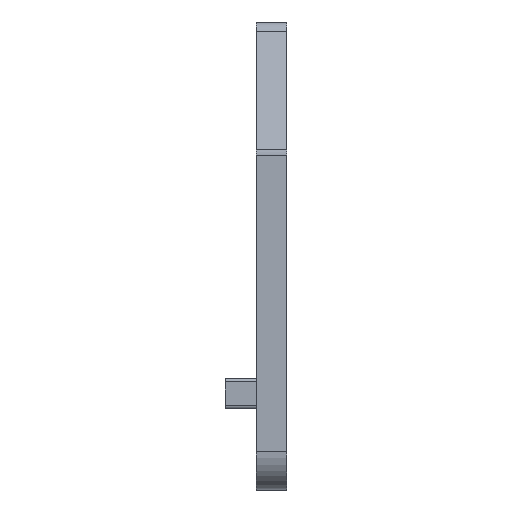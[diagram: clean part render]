
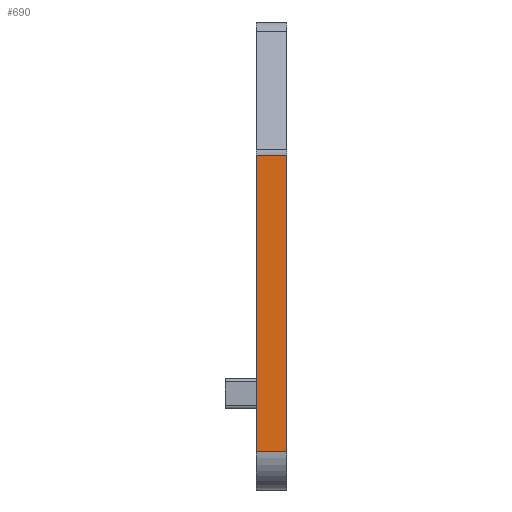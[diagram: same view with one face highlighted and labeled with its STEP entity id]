
A CAD part, front view. The second image highlights one B-rep face of the part: STEP entity #690.
In plain terms, the highlighted planar face has unit normal (0, -1, 0).
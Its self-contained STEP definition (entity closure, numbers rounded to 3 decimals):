
#670=AXIS2_PLACEMENT_3D('Plane Axis2P3D',#667,#668,#669) ;
#275=CARTESIAN_POINT('Vertex',(2.05,0.,2.5)) ;
#278=CARTESIAN_POINT('Line Origine',(2.05,0.,12.179)) ;
#282=CARTESIAN_POINT('Vertex',(2.05,0.,21.857)) ;
#648=CARTESIAN_POINT('Line Origine',(3.05,0.,21.857)) ;
#652=CARTESIAN_POINT('Vertex',(4.05,0.,21.857)) ;
#667=CARTESIAN_POINT('Axis2P3D Location',(2.05,0.,21.857)) ;
#672=CARTESIAN_POINT('Line Origine',(3.05,0.,2.5)) ;
#676=CARTESIAN_POINT('Vertex',(4.05,0.,2.5)) ;
#679=CARTESIAN_POINT('Line Origine',(4.05,0.,12.179)) ;
#279=DIRECTION('Vector Direction',(0.,0.,-1.)) ;
#649=DIRECTION('Vector Direction',(1.,0.,0.)) ;
#668=DIRECTION('Axis2P3D Direction',(0.,-1.,0.)) ;
#669=DIRECTION('Axis2P3D XDirection',(0.,0.,-1.)) ;
#673=DIRECTION('Vector Direction',(1.,0.,0.)) ;
#680=DIRECTION('Vector Direction',(0.,0.,-1.)) ;
#280=VECTOR('Line Direction',#279,1.) ;
#650=VECTOR('Line Direction',#649,1.) ;
#674=VECTOR('Line Direction',#673,1.) ;
#681=VECTOR('Line Direction',#680,1.) ;
#685=ORIENTED_EDGE('',*,*,#654,.F.) ;
#686=ORIENTED_EDGE('',*,*,#284,.T.) ;
#687=ORIENTED_EDGE('',*,*,#678,.T.) ;
#688=ORIENTED_EDGE('',*,*,#683,.F.) ;
#690=ADVANCED_FACE('Hauptk\X2\00F6\X0\rper',(#689),#671,.T.) ;
#284=EDGE_CURVE('',#283,#276,#281,.T.) ;
#654=EDGE_CURVE('',#283,#653,#651,.T.) ;
#678=EDGE_CURVE('',#276,#677,#675,.T.) ;
#683=EDGE_CURVE('',#653,#677,#682,.T.) ;
#684=EDGE_LOOP('',(#685,#686,#687,#688)) ;
#689=FACE_OUTER_BOUND('',#684,.T.) ;
#281=LINE('Line',#278,#280) ;
#651=LINE('Line',#648,#650) ;
#675=LINE('Line',#672,#674) ;
#682=LINE('Line',#679,#681) ;
#671=PLANE('',#670) ;
#276=VERTEX_POINT('',#275) ;
#283=VERTEX_POINT('',#282) ;
#653=VERTEX_POINT('',#652) ;
#677=VERTEX_POINT('',#676) ;
